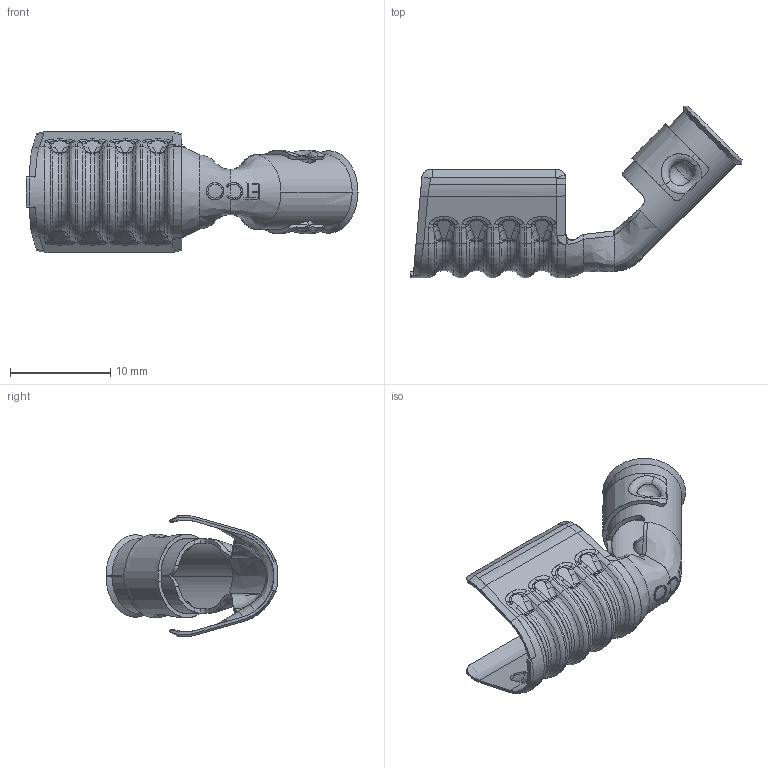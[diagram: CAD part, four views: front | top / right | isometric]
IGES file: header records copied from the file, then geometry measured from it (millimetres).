
Start section: SolidWorks IGES file using analytic representation for surfaces
Global section: file name: SP98-8M-WD-135.IGS; native system: SolidWorks 2019; preprocessor: SolidWorks 2019; author: sjohnson; date: 201201.064533; units: inch
Bounding box: 33.09 x 17.14 x 12.06 mm (x, y, z)
Surface area: 1716.7 mm2 (no closed solid volume)
Topology: 0 solids, 0 shells, 524 faces, 4326 edges, 4314 vertices
Faces by surface type: bspline 364, revolution 160
